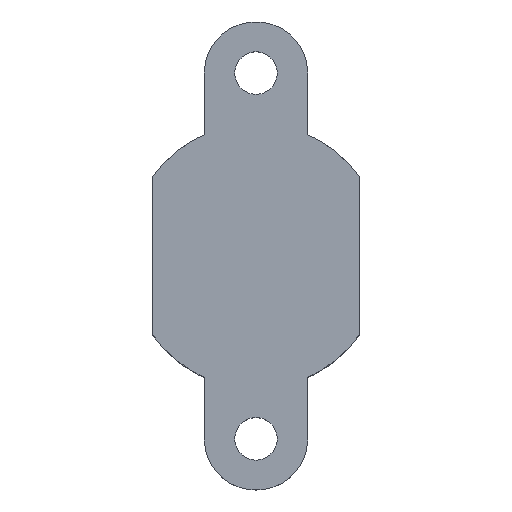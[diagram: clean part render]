
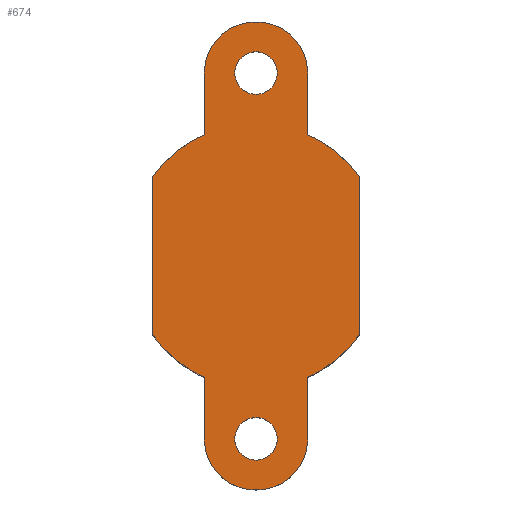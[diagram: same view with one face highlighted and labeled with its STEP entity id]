
A CAD part, top view. The second image highlights one B-rep face of the part: STEP entity #674.
In plain terms, the highlighted planar face has unit normal (0, 0, 1).
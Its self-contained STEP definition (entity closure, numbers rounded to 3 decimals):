
#224=CARTESIAN_POINT('',(-67.,14.95,-13.55));
#225=VERTEX_POINT('',#224);
#232=CARTESIAN_POINT('',(-71.25,11.457,-13.55));
#233=VERTEX_POINT('',#232);
#234=CARTESIAN_POINT('',(-75.5,20.96,-13.55));
#235=DIRECTION('',(0.,0.,-1.));
#236=DIRECTION('',(0.,-1.,-0.));
#237=AXIS2_PLACEMENT_3D('',#234,#235,#236);
#238=CIRCLE('',#237,10.41);
#239=EDGE_CURVE('',#225,#233,#238,.T.);
#266=CARTESIAN_POINT('',(-84.,27.95,-13.55));
#267=VERTEX_POINT('',#266);
#274=CARTESIAN_POINT('',(-79.75,31.443,-13.55));
#275=VERTEX_POINT('',#274);
#276=CARTESIAN_POINT('',(-75.5,21.94,-13.55));
#277=DIRECTION('',(0.,0.,-1.));
#278=DIRECTION('',(0.,1.,0.));
#279=AXIS2_PLACEMENT_3D('',#276,#277,#278);
#280=CIRCLE('',#279,10.41);
#281=EDGE_CURVE('',#267,#275,#280,.T.);
#300=CARTESIAN_POINT('',(-71.25,31.443,-13.55));
#301=VERTEX_POINT('',#300);
#308=CARTESIAN_POINT('',(-67.,27.95,-13.55));
#309=VERTEX_POINT('',#308);
#310=CARTESIAN_POINT('',(-75.5,21.94,-13.55));
#311=DIRECTION('',(0.,0.,-1.));
#312=DIRECTION('',(0.,1.,0.));
#313=AXIS2_PLACEMENT_3D('',#310,#311,#312);
#314=CIRCLE('',#313,10.41);
#315=EDGE_CURVE('',#301,#309,#314,.T.);
#393=CARTESIAN_POINT('',(-84.,14.95,-13.55));
#394=VERTEX_POINT('',#393);
#401=CARTESIAN_POINT('',(-84.,14.95,-13.55));
#402=DIRECTION('',(0.,1.,0.));
#403=VECTOR('',#402,13.);
#404=LINE('',#401,#403);
#405=EDGE_CURVE('',#394,#267,#404,.T.);
#492=CARTESIAN_POINT('',(-67.,27.95,-13.55));
#493=DIRECTION('',(0.,-1.,-0.));
#494=VECTOR('',#493,13.);
#495=LINE('',#492,#494);
#496=EDGE_CURVE('',#309,#225,#495,.T.);
#533=CARTESIAN_POINT('',(-75.5,20.96,-13.55));
#534=DIRECTION('',(0.,-0.,1.));
#535=DIRECTION('',(0.,-1.,-0.));
#536=AXIS2_PLACEMENT_3D('',#533,#534,#535);
#537=PLANE('',#536);
#538=CARTESIAN_POINT('',(-79.75,11.457,-13.55));
#539=VERTEX_POINT('',#538);
#540=CARTESIAN_POINT('',(-75.5,20.96,-13.55));
#541=DIRECTION('',(0.,0.,-1.));
#542=DIRECTION('',(0.,-1.,-0.));
#543=AXIS2_PLACEMENT_3D('',#540,#541,#542);
#544=CIRCLE('',#543,10.41);
#545=EDGE_CURVE('',#539,#394,#544,.T.);
#546=ORIENTED_EDGE('',*,*,#545,.F.);
#547=CARTESIAN_POINT('',(-79.75,6.4,-13.55));
#548=VERTEX_POINT('',#547);
#549=CARTESIAN_POINT('',(-79.75,6.4,-13.55));
#550=DIRECTION('',(0.,1.,0.));
#551=VECTOR('',#550,5.057);
#552=LINE('',#549,#551);
#553=EDGE_CURVE('',#548,#539,#552,.T.);
#554=ORIENTED_EDGE('',*,*,#553,.F.);
#555=CARTESIAN_POINT('',(-75.55,2.2,-13.55));
#556=VERTEX_POINT('',#555);
#557=CARTESIAN_POINT('',(-75.55,6.4,-13.55));
#558=DIRECTION('',(0.,0.,-1.));
#559=DIRECTION('',(0.,1.,0.));
#560=AXIS2_PLACEMENT_3D('',#557,#558,#559);
#561=CIRCLE('',#560,4.2);
#562=EDGE_CURVE('',#556,#548,#561,.T.);
#563=ORIENTED_EDGE('',*,*,#562,.F.);
#564=CARTESIAN_POINT('',(-75.45,2.2,-13.55));
#565=VERTEX_POINT('',#564);
#566=CARTESIAN_POINT('',(-75.45,2.2,-13.55));
#567=DIRECTION('',(-1.,0.,0.));
#568=VECTOR('',#567,0.1);
#569=LINE('',#566,#568);
#570=EDGE_CURVE('',#565,#556,#569,.T.);
#571=ORIENTED_EDGE('',*,*,#570,.F.);
#572=CARTESIAN_POINT('',(-71.25,6.4,-13.55));
#573=VERTEX_POINT('',#572);
#574=CARTESIAN_POINT('',(-75.45,6.4,-13.55));
#575=DIRECTION('',(0.,0.,-1.));
#576=DIRECTION('',(0.,-1.,-0.));
#577=AXIS2_PLACEMENT_3D('',#574,#575,#576);
#578=CIRCLE('',#577,4.2);
#579=EDGE_CURVE('',#573,#565,#578,.T.);
#580=ORIENTED_EDGE('',*,*,#579,.F.);
#581=CARTESIAN_POINT('',(-71.25,11.457,-13.55));
#582=DIRECTION('',(-0.,-1.,-0.));
#583=VECTOR('',#582,5.057);
#584=LINE('',#581,#583);
#585=EDGE_CURVE('',#233,#573,#584,.T.);
#586=ORIENTED_EDGE('',*,*,#585,.F.);
#587=ORIENTED_EDGE('',*,*,#239,.F.);
#588=ORIENTED_EDGE('',*,*,#496,.F.);
#589=ORIENTED_EDGE('',*,*,#315,.F.);
#590=CARTESIAN_POINT('',(-71.25,36.5,-13.55));
#591=VERTEX_POINT('',#590);
#592=CARTESIAN_POINT('',(-71.25,36.5,-13.55));
#593=DIRECTION('',(-0.,-1.,-0.));
#594=VECTOR('',#593,5.057);
#595=LINE('',#592,#594);
#596=EDGE_CURVE('',#591,#301,#595,.T.);
#597=ORIENTED_EDGE('',*,*,#596,.F.);
#598=CARTESIAN_POINT('',(-75.45,40.7,-13.55));
#599=VERTEX_POINT('',#598);
#600=CARTESIAN_POINT('',(-75.45,36.5,-13.55));
#601=DIRECTION('',(0.,0.,-1.));
#602=DIRECTION('',(0.,1.,0.));
#603=AXIS2_PLACEMENT_3D('',#600,#601,#602);
#604=CIRCLE('',#603,4.2);
#605=EDGE_CURVE('',#599,#591,#604,.T.);
#606=ORIENTED_EDGE('',*,*,#605,.F.);
#607=CARTESIAN_POINT('',(-75.55,40.7,-13.55));
#608=VERTEX_POINT('',#607);
#609=CARTESIAN_POINT('',(-75.55,40.7,-13.55));
#610=DIRECTION('',(1.,0.,-0.));
#611=VECTOR('',#610,0.1);
#612=LINE('',#609,#611);
#613=EDGE_CURVE('',#608,#599,#612,.T.);
#614=ORIENTED_EDGE('',*,*,#613,.F.);
#615=CARTESIAN_POINT('',(-79.75,36.5,-13.55));
#616=VERTEX_POINT('',#615);
#617=CARTESIAN_POINT('',(-75.55,36.5,-13.55));
#618=DIRECTION('',(0.,0.,-1.));
#619=DIRECTION('',(0.,1.,0.));
#620=AXIS2_PLACEMENT_3D('',#617,#618,#619);
#621=CIRCLE('',#620,4.2);
#622=EDGE_CURVE('',#616,#608,#621,.T.);
#623=ORIENTED_EDGE('',*,*,#622,.F.);
#624=CARTESIAN_POINT('',(-79.75,31.443,-13.55));
#625=DIRECTION('',(0.,1.,0.));
#626=VECTOR('',#625,5.057);
#627=LINE('',#624,#626);
#628=EDGE_CURVE('',#275,#616,#627,.T.);
#629=ORIENTED_EDGE('',*,*,#628,.F.);
#630=ORIENTED_EDGE('',*,*,#281,.F.);
#631=ORIENTED_EDGE('',*,*,#405,.F.);
#632=EDGE_LOOP('',(#546,#554,#563,#571,#580,#586,#587,#588,#589,#597,#606,#614,#623,#629,#630,#631));
#633=FACE_BOUND('',#632,.T.);
#634=CARTESIAN_POINT('',(-75.5,38.25,-13.55));
#635=VERTEX_POINT('',#634);
#636=CARTESIAN_POINT('',(-75.5,34.75,-13.55));
#637=VERTEX_POINT('',#636);
#638=CARTESIAN_POINT('',(-75.5,36.5,-13.55));
#639=DIRECTION('',(0.,0.,-1.));
#640=DIRECTION('',(0.,1.,0.));
#641=AXIS2_PLACEMENT_3D('',#638,#639,#640);
#642=CIRCLE('',#641,1.75);
#643=EDGE_CURVE('',#635,#637,#642,.T.);
#644=ORIENTED_EDGE('',*,*,#643,.T.);
#645=CARTESIAN_POINT('',(-75.5,36.5,-13.55));
#646=DIRECTION('',(0.,0.,-1.));
#647=DIRECTION('',(0.,1.,0.));
#648=AXIS2_PLACEMENT_3D('',#645,#646,#647);
#649=CIRCLE('',#648,1.75);
#650=EDGE_CURVE('',#637,#635,#649,.T.);
#651=ORIENTED_EDGE('',*,*,#650,.T.);
#652=EDGE_LOOP('',(#644,#651));
#653=FACE_BOUND('',#652,.T.);
#654=CARTESIAN_POINT('',(-75.5,8.15,-13.55));
#655=VERTEX_POINT('',#654);
#656=CARTESIAN_POINT('',(-75.5,4.65,-13.55));
#657=VERTEX_POINT('',#656);
#658=CARTESIAN_POINT('',(-75.5,6.4,-13.55));
#659=DIRECTION('',(0.,0.,-1.));
#660=DIRECTION('',(0.,1.,0.));
#661=AXIS2_PLACEMENT_3D('',#658,#659,#660);
#662=CIRCLE('',#661,1.75);
#663=EDGE_CURVE('',#655,#657,#662,.T.);
#664=ORIENTED_EDGE('',*,*,#663,.T.);
#665=CARTESIAN_POINT('',(-75.5,6.4,-13.55));
#666=DIRECTION('',(0.,0.,-1.));
#667=DIRECTION('',(0.,1.,0.));
#668=AXIS2_PLACEMENT_3D('',#665,#666,#667);
#669=CIRCLE('',#668,1.75);
#670=EDGE_CURVE('',#657,#655,#669,.T.);
#671=ORIENTED_EDGE('',*,*,#670,.T.);
#672=EDGE_LOOP('',(#664,#671));
#673=FACE_BOUND('',#672,.T.);
#674=ADVANCED_FACE('',(#633,#653,#673),#537,.T.);
